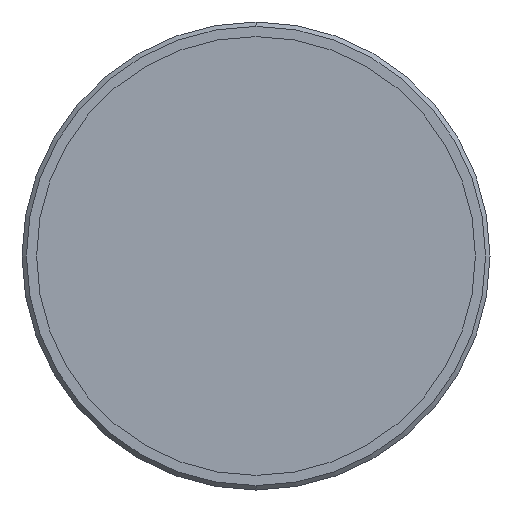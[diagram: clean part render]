
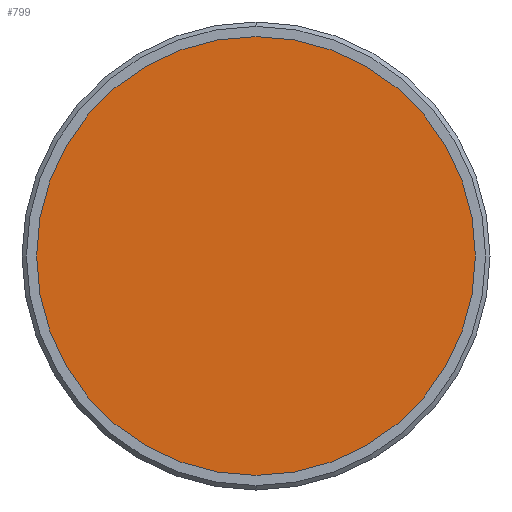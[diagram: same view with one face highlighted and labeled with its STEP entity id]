
A CAD part, left-side view. The second image highlights one B-rep face of the part: STEP entity #799.
In plain terms, the highlighted planar face has unit normal (-1, 0, 0).
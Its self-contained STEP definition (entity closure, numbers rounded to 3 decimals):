
#11 = DIRECTION ( 'NONE',  ( 0., 0., 1. ) ) ;
#100 = EDGE_CURVE ( 'NONE', #152, #311, #118, .T. ) ;
#118 = CIRCLE ( 'NONE', #821, 15. ) ;
#137 = CARTESIAN_POINT ( 'NONE',  ( 2.5, 0., 0. ) ) ;
#152 = VERTEX_POINT ( 'NONE', #409 ) ;
#229 = EDGE_LOOP ( 'NONE', ( #904, #545 ) ) ;
#261 = AXIS2_PLACEMENT_3D ( 'NONE', #284, #629, #639 ) ;
#284 = CARTESIAN_POINT ( 'NONE',  ( 2.5, 0., 0. ) ) ;
#311 = VERTEX_POINT ( 'NONE', #951 ) ;
#409 = CARTESIAN_POINT ( 'NONE',  ( 2.5, 0., -15. ) ) ;
#523 = PLANE ( 'NONE',  #261 ) ;
#545 = ORIENTED_EDGE ( 'NONE', *, *, #100, .T. ) ;
#548 = CIRCLE ( 'NONE', #714, 15. ) ;
#618 = FACE_OUTER_BOUND ( 'NONE', #229, .T. ) ;
#629 = DIRECTION ( 'NONE',  ( -1., 0., 0. ) ) ;
#639 = DIRECTION ( 'NONE',  ( 0., 0., 1. ) ) ;
#672 = DIRECTION ( 'NONE',  ( -1., 0., 0. ) ) ;
#714 = AXIS2_PLACEMENT_3D ( 'NONE', #793, #1029, #11 ) ;
#752 = EDGE_CURVE ( 'NONE', #311, #152, #548, .T. ) ;
#793 = CARTESIAN_POINT ( 'NONE',  ( 2.5, 0., 0. ) ) ;
#799 = ADVANCED_FACE ( 'NONE', ( #618 ), #523, .T. ) ;
#821 = AXIS2_PLACEMENT_3D ( 'NONE', #137, #672, #1000 ) ;
#904 = ORIENTED_EDGE ( 'NONE', *, *, #752, .T. ) ;
#951 = CARTESIAN_POINT ( 'NONE',  ( 2.5, 0., 15. ) ) ;
#1000 = DIRECTION ( 'NONE',  ( 0., 0., 1. ) ) ;
#1029 = DIRECTION ( 'NONE',  ( -1., 0., 0. ) ) ;
